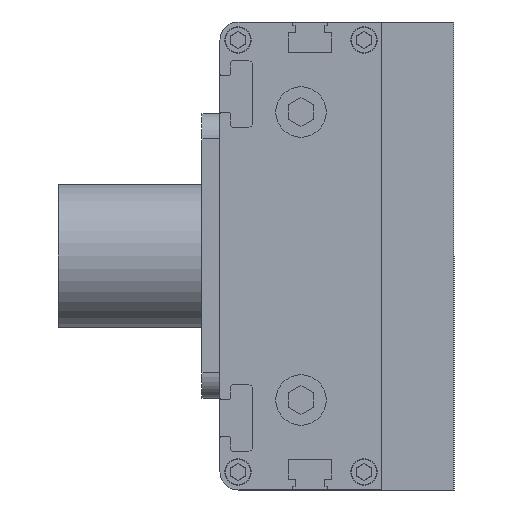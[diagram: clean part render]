
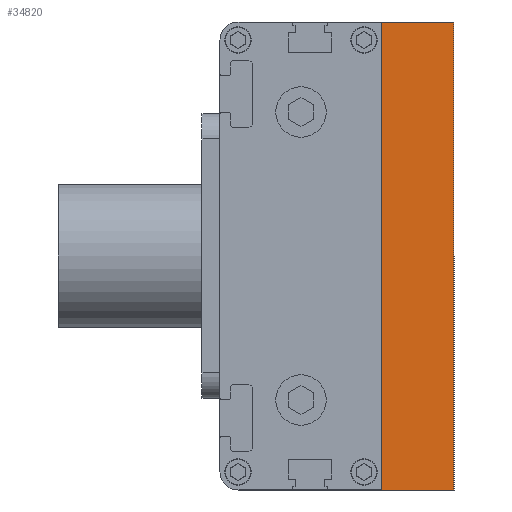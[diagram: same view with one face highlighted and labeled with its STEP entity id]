
A CAD part, left-side view. The second image highlights one B-rep face of the part: STEP entity #34820.
In plain terms, the highlighted planar face has unit normal (-1, 0, 0).
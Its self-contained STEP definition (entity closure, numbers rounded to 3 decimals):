
#74 = EDGE_CURVE ( 'NONE', #4529, #37436, #3961, .T. ) ;
#622 = VERTEX_POINT ( 'NONE', #10185 ) ;
#1212 = EDGE_CURVE ( 'NONE', #622, #37436, #29745, .T. ) ;
#3961 = LINE ( 'NONE', #21312, #7742 ) ;
#4529 = VERTEX_POINT ( 'NONE', #11293 ) ;
#4679 = ORIENTED_EDGE ( 'NONE', *, *, #21432, .T. ) ;
#4996 = LINE ( 'NONE', #28462, #15734 ) ;
#6296 = CARTESIAN_POINT ( 'NONE',  ( -644., -20., 65. ) ) ;
#7742 = VECTOR ( 'NONE', #12516, 1000. ) ;
#7889 = ORIENTED_EDGE ( 'NONE', *, *, #74, .F. ) ;
#8752 = DIRECTION ( 'NONE',  ( 0., 0., -1. ) ) ;
#9350 = DIRECTION ( 'NONE',  ( 0., 0., -1. ) ) ;
#9534 = CARTESIAN_POINT ( 'NONE',  ( -644., -20., 65. ) ) ;
#10185 = CARTESIAN_POINT ( 'NONE',  ( -644., 0., 65. ) ) ;
#11293 = CARTESIAN_POINT ( 'NONE',  ( -644., -20., -65. ) ) ;
#12516 = DIRECTION ( 'NONE',  ( 0., 1., 0. ) ) ;
#13919 = DIRECTION ( 'NONE',  ( 0., 0., -1. ) ) ;
#15049 = DIRECTION ( 'NONE',  ( 1., 0., 0. ) ) ;
#15734 = VECTOR ( 'NONE', #13919, 1000. ) ;
#16700 = ORIENTED_EDGE ( 'NONE', *, *, #1212, .T. ) ;
#18666 = DIRECTION ( 'NONE',  ( 0., 1., 0. ) ) ;
#20409 = CARTESIAN_POINT ( 'NONE',  ( -644., -20., 65. ) ) ;
#21312 = CARTESIAN_POINT ( 'NONE',  ( -644., -20., -65. ) ) ;
#21386 = VERTEX_POINT ( 'NONE', #20409 ) ;
#21432 = EDGE_CURVE ( 'NONE', #21386, #622, #32460, .T. ) ;
#24785 = EDGE_CURVE ( 'NONE', #21386, #4529, #4996, .T. ) ;
#26136 = CARTESIAN_POINT ( 'NONE',  ( -644., 0., 65. ) ) ;
#26838 = VECTOR ( 'NONE', #8752, 1000. ) ;
#27480 = FACE_OUTER_BOUND ( 'NONE', #28058, .T. ) ;
#28058 = EDGE_LOOP ( 'NONE', ( #16700, #7889, #29555, #4679 ) ) ;
#28462 = CARTESIAN_POINT ( 'NONE',  ( -644., -20., 65. ) ) ;
#29555 = ORIENTED_EDGE ( 'NONE', *, *, #24785, .F. ) ;
#29745 = LINE ( 'NONE', #26136, #26838 ) ;
#30161 = PLANE ( 'NONE',  #34196 ) ;
#32460 = LINE ( 'NONE', #6296, #35878 ) ;
#34196 = AXIS2_PLACEMENT_3D ( 'NONE', #9534, #15049, #9350 ) ;
#34820 = ADVANCED_FACE ( 'NONE', ( #27480 ), #30161, .F. ) ;
#34823 = CARTESIAN_POINT ( 'NONE',  ( -644., 0., -65. ) ) ;
#35878 = VECTOR ( 'NONE', #18666, 1000. ) ;
#37436 = VERTEX_POINT ( 'NONE', #34823 ) ;
